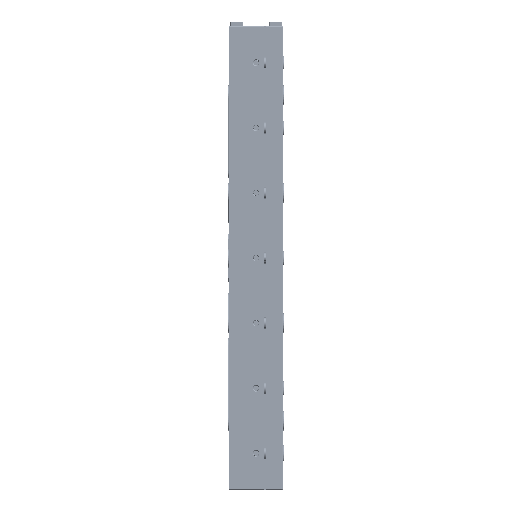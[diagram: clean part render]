
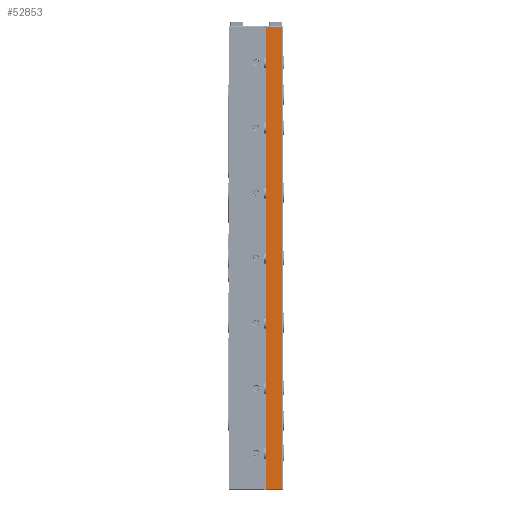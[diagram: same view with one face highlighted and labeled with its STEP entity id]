
A CAD part, left-side view. The second image highlights one B-rep face of the part: STEP entity #52853.
In plain terms, the highlighted planar face has unit normal (-1, 0, 0).
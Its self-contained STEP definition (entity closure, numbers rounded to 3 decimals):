
#7796 = VECTOR ( 'NONE', #58037, 1000. ) ;
#8224 = CARTESIAN_POINT ( 'NONE',  ( 0., 1., 142.5 ) ) ;
#9123 = DIRECTION ( 'NONE',  ( 0., 0., 1. ) ) ;
#10817 = AXIS2_PLACEMENT_3D ( 'NONE', #32175, #54866, #133037 ) ;
#12508 = CARTESIAN_POINT ( 'NONE',  ( 0., 0.5, -142. ) ) ;
#18256 = EDGE_CURVE ( 'NONE', #31018, #50357, #116128, .T. ) ;
#22228 = CARTESIAN_POINT ( 'NONE',  ( 0., 11.2, -142.5 ) ) ;
#22906 = EDGE_LOOP ( 'NONE', ( #48734, #28866, #87926, #32448 ) ) ;
#28866 = ORIENTED_EDGE ( 'NONE', *, *, #56415, .T. ) ;
#30801 = LINE ( 'NONE', #102025, #7796 ) ;
#31018 = VERTEX_POINT ( 'NONE', #55982 ) ;
#32175 = CARTESIAN_POINT ( 'NONE',  ( 0., 11.2, -142.5 ) ) ;
#32448 = ORIENTED_EDGE ( 'NONE', *, *, #120334, .T. ) ;
#46962 = EDGE_CURVE ( 'NONE', #121013, #70994, #70682, .T. ) ;
#48734 = ORIENTED_EDGE ( 'NONE', *, *, #46962, .F. ) ;
#50357 = VERTEX_POINT ( 'NONE', #73427 ) ;
#50522 = VECTOR ( 'NONE', #9123, 1000. ) ;
#52853 = ADVANCED_FACE ( 'NONE', ( #119650 ), #112185, .T. ) ;
#52969 = CARTESIAN_POINT ( 'NONE',  ( 0., 11.2, 142. ) ) ;
#54866 = DIRECTION ( 'NONE',  ( -1., 0., 0. ) ) ;
#55982 = CARTESIAN_POINT ( 'NONE',  ( 0., 1., -142. ) ) ;
#56415 = EDGE_CURVE ( 'NONE', #121013, #31018, #79238, .T. ) ;
#58037 = DIRECTION ( 'NONE',  ( 0., 1., 0. ) ) ;
#70682 = LINE ( 'NONE', #22228, #138039 ) ;
#70994 = VERTEX_POINT ( 'NONE', #52969 ) ;
#73427 = CARTESIAN_POINT ( 'NONE',  ( 0., 1., 142. ) ) ;
#79238 = LINE ( 'NONE', #12508, #128765 ) ;
#87926 = ORIENTED_EDGE ( 'NONE', *, *, #18256, .T. ) ;
#90130 = DIRECTION ( 'NONE',  ( 0., -1., 0. ) ) ;
#102025 = CARTESIAN_POINT ( 'NONE',  ( 0., 11.2, 142. ) ) ;
#111179 = DIRECTION ( 'NONE',  ( 0., 0., 1. ) ) ;
#112185 = PLANE ( 'NONE',  #10817 ) ;
#116128 = LINE ( 'NONE', #8224, #50522 ) ;
#119650 = FACE_OUTER_BOUND ( 'NONE', #22906, .T. ) ;
#119715 = CARTESIAN_POINT ( 'NONE',  ( 0., 11.2, -142. ) ) ;
#120334 = EDGE_CURVE ( 'NONE', #50357, #70994, #30801, .T. ) ;
#121013 = VERTEX_POINT ( 'NONE', #119715 ) ;
#128765 = VECTOR ( 'NONE', #90130, 1000. ) ;
#133037 = DIRECTION ( 'NONE',  ( 0., 0., 1. ) ) ;
#138039 = VECTOR ( 'NONE', #111179, 1000. ) ;
